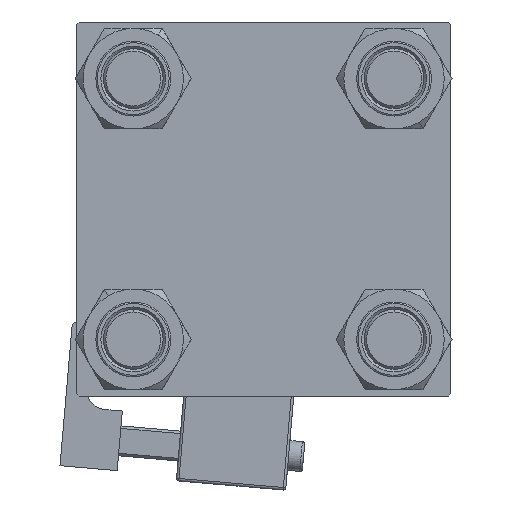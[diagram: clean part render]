
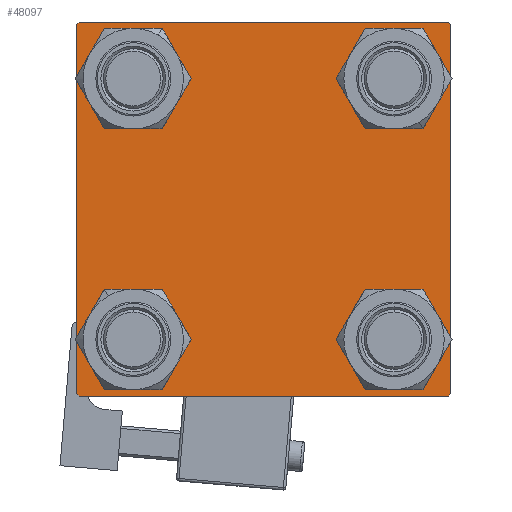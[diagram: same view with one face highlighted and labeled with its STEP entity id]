
A CAD part, left-side view. The second image highlights one B-rep face of the part: STEP entity #48097.
In plain terms, the highlighted planar face has unit normal (-1, 0, 0).
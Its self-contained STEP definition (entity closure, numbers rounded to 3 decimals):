
#1307 = AXIS2_PLACEMENT_3D ( 'NONE', #34328, #22130, #50470 ) ;
#1338 = DIRECTION ( 'NONE',  ( 1., 0., 0. ) ) ;
#1381 = DIRECTION ( 'NONE',  ( 0., -1., 0. ) ) ;
#1691 = DIRECTION ( 'NONE',  ( 0., 0.707, 0.707 ) ) ;
#2086 = ORIENTED_EDGE ( 'NONE', *, *, #12114, .T. ) ;
#2662 = CARTESIAN_POINT ( 'NONE',  ( 0., 37.5, 37.5 ) ) ;
#2892 = EDGE_CURVE ( 'NONE', #5724, #49207, #23125, .T. ) ;
#2897 = DIRECTION ( 'NONE',  ( 1., 0., 0. ) ) ;
#2997 = VERTEX_POINT ( 'NONE', #36000 ) ;
#3151 = VERTEX_POINT ( 'NONE', #31421 ) ;
#3161 = DIRECTION ( 'NONE',  ( 0., 0., 1. ) ) ;
#3514 = FACE_BOUND ( 'NONE', #9512, .T. ) ;
#3575 = AXIS2_PLACEMENT_3D ( 'NONE', #9958, #17904, #26121 ) ;
#4375 = DIRECTION ( 'NONE',  ( 0., -0.707, 0.707 ) ) ;
#5503 = CIRCLE ( 'NONE', #15688, 6.5 ) ;
#5528 = CARTESIAN_POINT ( 'NONE',  ( 0., -26.15, -19.65 ) ) ;
#5724 = VERTEX_POINT ( 'NONE', #14099 ) ;
#6227 = CARTESIAN_POINT ( 'NONE',  ( 0., -37., 37.5 ) ) ;
#6776 = ORIENTED_EDGE ( 'NONE', *, *, #26089, .T. ) ;
#7160 = CARTESIAN_POINT ( 'NONE',  ( 0., 37., 37.5 ) ) ;
#7199 = ORIENTED_EDGE ( 'NONE', *, *, #26100, .T. ) ;
#7209 = CARTESIAN_POINT ( 'NONE',  ( 0., -26.15, 19.65 ) ) ;
#7221 = DIRECTION ( 'NONE',  ( 0., 0., 1. ) ) ;
#7488 = FACE_BOUND ( 'NONE', #49749, .T. ) ;
#7662 = CARTESIAN_POINT ( 'NONE',  ( 0., -37., -37.5 ) ) ;
#9315 = CARTESIAN_POINT ( 'NONE',  ( 0., 37.5, -37.5 ) ) ;
#9445 = EDGE_CURVE ( 'NONE', #31206, #33945, #45241, .T. ) ;
#9512 = EDGE_LOOP ( 'NONE', ( #25738, #12170 ) ) ;
#9891 = CARTESIAN_POINT ( 'NONE',  ( 0., 26.15, 26.15 ) ) ;
#9958 = CARTESIAN_POINT ( 'NONE',  ( 0., 26.15, 26.15 ) ) ;
#10062 = CARTESIAN_POINT ( 'NONE',  ( 0., 26.15, -26.15 ) ) ;
#10197 = EDGE_CURVE ( 'NONE', #27598, #16531, #5503, .T. ) ;
#10442 = ORIENTED_EDGE ( 'NONE', *, *, #46173, .T. ) ;
#10869 = AXIS2_PLACEMENT_3D ( 'NONE', #37768, #45701, #25574 ) ;
#10874 = LINE ( 'NONE', #2662, #20364 ) ;
#11559 = ORIENTED_EDGE ( 'NONE', *, *, #12456, .T. ) ;
#12114 = EDGE_CURVE ( 'NONE', #16531, #27598, #15726, .T. ) ;
#12120 = AXIS2_PLACEMENT_3D ( 'NONE', #13500, #29640, #3161 ) ;
#12170 = ORIENTED_EDGE ( 'NONE', *, *, #9445, .T. ) ;
#12236 = DIRECTION ( 'NONE',  ( 1., 0., 0. ) ) ;
#12320 = LINE ( 'NONE', #44626, #29550 ) ;
#12402 = EDGE_CURVE ( 'NONE', #48494, #2997, #29253, .T. ) ;
#12450 = CARTESIAN_POINT ( 'NONE',  ( 0., 26.15, 19.65 ) ) ;
#12456 = EDGE_CURVE ( 'NONE', #49207, #5724, #20816, .T. ) ;
#13500 = CARTESIAN_POINT ( 'NONE',  ( 0., -26.15, 26.15 ) ) ;
#13537 = CARTESIAN_POINT ( 'NONE',  ( 0., -26.15, -32.65 ) ) ;
#13878 = LINE ( 'NONE', #30543, #20356 ) ;
#14099 = CARTESIAN_POINT ( 'NONE',  ( 0., -26.15, 32.65 ) ) ;
#15688 = AXIS2_PLACEMENT_3D ( 'NONE', #10062, #1338, #46094 ) ;
#15726 = CIRCLE ( 'NONE', #1307, 6.5 ) ;
#15896 = EDGE_LOOP ( 'NONE', ( #22662, #27626 ) ) ;
#16531 = VERTEX_POINT ( 'NONE', #28041 ) ;
#17247 = CARTESIAN_POINT ( 'NONE',  ( 0., -37.5, -37. ) ) ;
#17410 = EDGE_CURVE ( 'NONE', #34567, #23352, #36611, .T. ) ;
#17904 = DIRECTION ( 'NONE',  ( 1., 0., 0. ) ) ;
#18891 = LINE ( 'NONE', #45921, #47440 ) ;
#19146 = DIRECTION ( 'NONE',  ( 1., 0., 0. ) ) ;
#20181 = VERTEX_POINT ( 'NONE', #34092 ) ;
#20356 = VECTOR ( 'NONE', #1691, 1000. ) ;
#20364 = VECTOR ( 'NONE', #30471, 1000. ) ;
#20816 = CIRCLE ( 'NONE', #37704, 6.5 ) ;
#21600 = ORIENTED_EDGE ( 'NONE', *, *, #10197, .T. ) ;
#21777 = EDGE_CURVE ( 'NONE', #33945, #31206, #48948, .T. ) ;
#22130 = DIRECTION ( 'NONE',  ( 1., 0., 0. ) ) ;
#22662 = ORIENTED_EDGE ( 'NONE', *, *, #47797, .T. ) ;
#23007 = DIRECTION ( 'NONE',  ( 0., 0., -1. ) ) ;
#23125 = CIRCLE ( 'NONE', #12120, 6.5 ) ;
#23352 = VERTEX_POINT ( 'NONE', #6227 ) ;
#23903 = DIRECTION ( 'NONE',  ( 0., 0., 1. ) ) ;
#24007 = CARTESIAN_POINT ( 'NONE',  ( 0., 37.25, 37.25 ) ) ;
#24169 = PLANE ( 'NONE',  #51805 ) ;
#24675 = VECTOR ( 'NONE', #1381, 1000. ) ;
#24795 = LINE ( 'NONE', #24007, #39220 ) ;
#25092 = VECTOR ( 'NONE', #49304, 1000. ) ;
#25574 = DIRECTION ( 'NONE',  ( 0., 0., 1. ) ) ;
#25738 = ORIENTED_EDGE ( 'NONE', *, *, #21777, .T. ) ;
#26089 = EDGE_CURVE ( 'NONE', #26851, #23352, #13878, .T. ) ;
#26100 = EDGE_CURVE ( 'NONE', #3151, #28144, #18891, .T. ) ;
#26121 = DIRECTION ( 'NONE',  ( 0., 0., 1. ) ) ;
#26851 = VERTEX_POINT ( 'NONE', #27689 ) ;
#26982 = LINE ( 'NONE', #40213, #49859 ) ;
#27034 = EDGE_CURVE ( 'NONE', #36936, #33512, #12320, .T. ) ;
#27598 = VERTEX_POINT ( 'NONE', #31993 ) ;
#27599 = EDGE_CURVE ( 'NONE', #26851, #33512, #26982, .T. ) ;
#27626 = ORIENTED_EDGE ( 'NONE', *, *, #12402, .T. ) ;
#27689 = CARTESIAN_POINT ( 'NONE',  ( 0., -37.5, 37. ) ) ;
#27821 = ORIENTED_EDGE ( 'NONE', *, *, #17410, .F. ) ;
#28041 = CARTESIAN_POINT ( 'NONE',  ( 0., 26.15, -19.65 ) ) ;
#28144 = VERTEX_POINT ( 'NONE', #51999 ) ;
#28499 = DIRECTION ( 'NONE',  ( 0., 0.707, -0.707 ) ) ;
#29253 = CIRCLE ( 'NONE', #30945, 6.5 ) ;
#29550 = VECTOR ( 'NONE', #4375, 1000. ) ;
#29640 = DIRECTION ( 'NONE',  ( 1., 0., 0. ) ) ;
#29787 = CIRCLE ( 'NONE', #3575, 6.5 ) ;
#30471 = DIRECTION ( 'NONE',  ( 0., 0., -1. ) ) ;
#30543 = CARTESIAN_POINT ( 'NONE',  ( 0., -37.25, 37.25 ) ) ;
#30945 = AXIS2_PLACEMENT_3D ( 'NONE', #9891, #19146, #50660 ) ;
#31206 = VERTEX_POINT ( 'NONE', #13537 ) ;
#31421 = CARTESIAN_POINT ( 'NONE',  ( 0., 37.5, -37. ) ) ;
#31993 = CARTESIAN_POINT ( 'NONE',  ( 0., 26.15, -32.65 ) ) ;
#33147 = ORIENTED_EDGE ( 'NONE', *, *, #44011, .T. ) ;
#33148 = CARTESIAN_POINT ( 'NONE',  ( 0., 37.5, 37.5 ) ) ;
#33512 = VERTEX_POINT ( 'NONE', #17247 ) ;
#33945 = VERTEX_POINT ( 'NONE', #5528 ) ;
#34092 = CARTESIAN_POINT ( 'NONE',  ( 0., 37.5, 37. ) ) ;
#34328 = CARTESIAN_POINT ( 'NONE',  ( 0., 26.15, -26.15 ) ) ;
#34567 = VERTEX_POINT ( 'NONE', #7160 ) ;
#36000 = CARTESIAN_POINT ( 'NONE',  ( 0., 26.15, 32.65 ) ) ;
#36306 = EDGE_LOOP ( 'NONE', ( #2086, #21600 ) ) ;
#36509 = EDGE_CURVE ( 'NONE', #34567, #20181, #24795, .T. ) ;
#36611 = LINE ( 'NONE', #33148, #25092 ) ;
#36936 = VERTEX_POINT ( 'NONE', #7662 ) ;
#37704 = AXIS2_PLACEMENT_3D ( 'NONE', #43499, #12236, #7221 ) ;
#37768 = CARTESIAN_POINT ( 'NONE',  ( 0., -26.15, -26.15 ) ) ;
#38485 = ORIENTED_EDGE ( 'NONE', *, *, #36509, .T. ) ;
#39220 = VECTOR ( 'NONE', #28499, 1000. ) ;
#39445 = CARTESIAN_POINT ( 'NONE',  ( 0., -26.15, -26.15 ) ) ;
#40213 = CARTESIAN_POINT ( 'NONE',  ( 0., -37.5, 37.5 ) ) ;
#40320 = FACE_OUTER_BOUND ( 'NONE', #45437, .T. ) ;
#40574 = DIRECTION ( 'NONE',  ( -1., 0., 0. ) ) ;
#40895 = ORIENTED_EDGE ( 'NONE', *, *, #27599, .F. ) ;
#43499 = CARTESIAN_POINT ( 'NONE',  ( 0., -26.15, 26.15 ) ) ;
#43770 = CARTESIAN_POINT ( 'NONE',  ( 0., 0., 0. ) ) ;
#44011 = EDGE_CURVE ( 'NONE', #20181, #3151, #10874, .T. ) ;
#44028 = FACE_BOUND ( 'NONE', #15896, .T. ) ;
#44288 = FACE_BOUND ( 'NONE', #36306, .T. ) ;
#44362 = AXIS2_PLACEMENT_3D ( 'NONE', #39445, #2897, #47137 ) ;
#44626 = CARTESIAN_POINT ( 'NONE',  ( 0., -37.25, -37.25 ) ) ;
#44947 = ORIENTED_EDGE ( 'NONE', *, *, #2892, .T. ) ;
#45241 = CIRCLE ( 'NONE', #44362, 6.5 ) ;
#45437 = EDGE_LOOP ( 'NONE', ( #33147, #7199, #10442, #45802, #40895, #6776, #27821, #38485 ) ) ;
#45701 = DIRECTION ( 'NONE',  ( 1., 0., 0. ) ) ;
#45802 = ORIENTED_EDGE ( 'NONE', *, *, #27034, .T. ) ;
#45921 = CARTESIAN_POINT ( 'NONE',  ( 0., 37.25, -37.25 ) ) ;
#46094 = DIRECTION ( 'NONE',  ( 0., 0., 1. ) ) ;
#46173 = EDGE_CURVE ( 'NONE', #28144, #36936, #49582, .T. ) ;
#47137 = DIRECTION ( 'NONE',  ( 0., 0., 1. ) ) ;
#47440 = VECTOR ( 'NONE', #51205, 1000. ) ;
#47797 = EDGE_CURVE ( 'NONE', #2997, #48494, #29787, .T. ) ;
#48097 = ADVANCED_FACE ( 'NONE', ( #7488, #3514, #44288, #44028, #40320 ), #24169, .T. ) ;
#48494 = VERTEX_POINT ( 'NONE', #12450 ) ;
#48948 = CIRCLE ( 'NONE', #10869, 6.5 ) ;
#49207 = VERTEX_POINT ( 'NONE', #7209 ) ;
#49304 = DIRECTION ( 'NONE',  ( 0., -1., 0. ) ) ;
#49582 = LINE ( 'NONE', #9315, #24675 ) ;
#49749 = EDGE_LOOP ( 'NONE', ( #44947, #11559 ) ) ;
#49859 = VECTOR ( 'NONE', #23007, 1000. ) ;
#50470 = DIRECTION ( 'NONE',  ( 0., 0., 1. ) ) ;
#50660 = DIRECTION ( 'NONE',  ( 0., 0., 1. ) ) ;
#51205 = DIRECTION ( 'NONE',  ( 0., -0.707, -0.707 ) ) ;
#51805 = AXIS2_PLACEMENT_3D ( 'NONE', #43770, #40574, #23903 ) ;
#51999 = CARTESIAN_POINT ( 'NONE',  ( 0., 37., -37.5 ) ) ;
